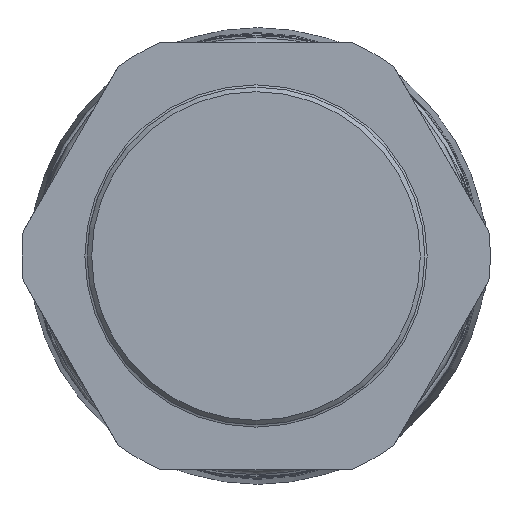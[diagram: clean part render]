
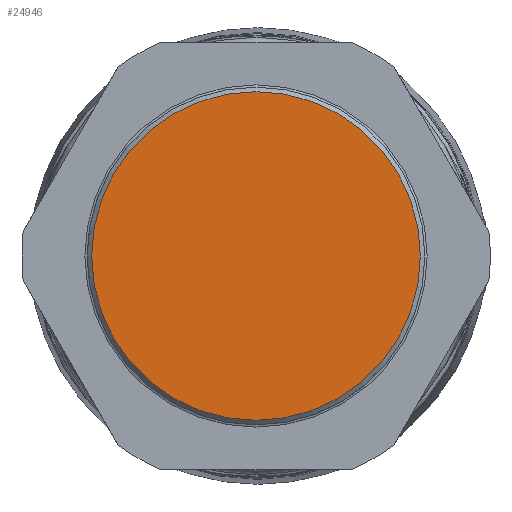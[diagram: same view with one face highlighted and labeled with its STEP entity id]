
A CAD part, left-side view. The second image highlights one B-rep face of the part: STEP entity #24946.
In plain terms, the highlighted planar face has unit normal (-1, 0, 0).
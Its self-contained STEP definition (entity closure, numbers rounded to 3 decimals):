
#1826=CIRCLE('',#26728,36.5);
#3436=FACE_OUTER_BOUND('',#4954,.T.);
#4954=EDGE_LOOP('',(#18038));
#9919=VERTEX_POINT('',#43778);
#12781=EDGE_CURVE('',#9919,#9919,#1826,.T.);
#18038=ORIENTED_EDGE('',*,*,#12781,.F.);
#22563=PLANE('',#26727);
#24946=ADVANCED_FACE('',(#3436),#22563,.T.);
#26727=AXIS2_PLACEMENT_3D('',#43777,#30939,#30940);
#26728=AXIS2_PLACEMENT_3D('',#43779,#30941,#30942);
#30939=DIRECTION('center_axis',(-1.,0.,0.));
#30940=DIRECTION('ref_axis',(0.,1.,0.));
#30941=DIRECTION('center_axis',(1.,0.,0.));
#30942=DIRECTION('ref_axis',(0.,-1.,0.));
#43777=CARTESIAN_POINT('Origin',(-61.7,0.,
-36.5));
#43778=CARTESIAN_POINT('',(-61.7,0.,-36.5));
#43779=CARTESIAN_POINT('Origin',(-61.7,0.,
0.));
